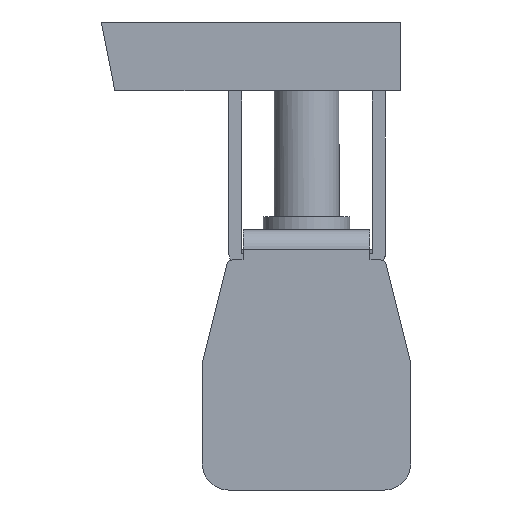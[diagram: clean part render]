
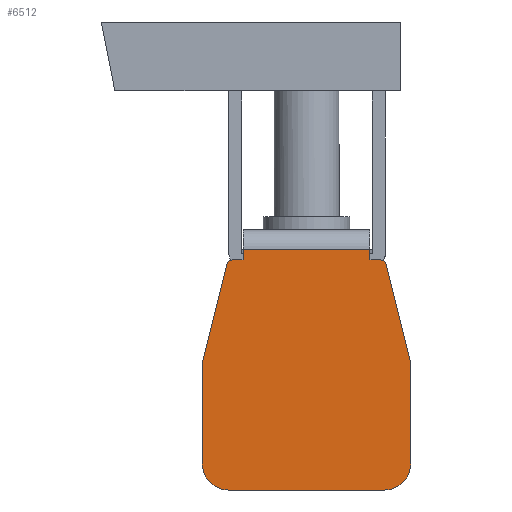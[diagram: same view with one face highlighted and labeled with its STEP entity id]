
A CAD part, front view. The second image highlights one B-rep face of the part: STEP entity #6512.
In plain terms, the highlighted planar face has unit normal (0, -1, 0).
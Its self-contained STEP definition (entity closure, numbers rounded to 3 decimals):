
#45=CIRCLE('',#6777,2.);
#47=CIRCLE('',#6782,0.5);
#50=CIRCLE('',#6786,0.5);
#51=CIRCLE('',#6790,2.);
#280=ORIENTED_EDGE('',*,*,#1573,.F.);
#281=ORIENTED_EDGE('',*,*,#1569,.T.);
#282=ORIENTED_EDGE('',*,*,#1566,.T.);
#283=ORIENTED_EDGE('',*,*,#1564,.T.);
#284=ORIENTED_EDGE('',*,*,#1561,.T.);
#285=ORIENTED_EDGE('',*,*,#1594,.T.);
#286=ORIENTED_EDGE('',*,*,#1595,.T.);
#287=ORIENTED_EDGE('',*,*,#1596,.T.);
#288=ORIENTED_EDGE('',*,*,#1597,.F.);
#289=ORIENTED_EDGE('',*,*,#1574,.F.);
#290=ORIENTED_EDGE('',*,*,#1556,.F.);
#291=ORIENTED_EDGE('',*,*,#1553,.F.);
#292=ORIENTED_EDGE('',*,*,#1551,.T.);
#293=ORIENTED_EDGE('',*,*,#1546,.T.);
#1546=EDGE_CURVE('',#2222,#2223,#45,.T.);
#1551=EDGE_CURVE('',#2227,#2222,#2658,.T.);
#1553=EDGE_CURVE('',#2227,#2228,#2660,.T.);
#1556=EDGE_CURVE('',#2228,#2230,#47,.T.);
#1561=EDGE_CURVE('',#2235,#2234,#50,.T.);
#1564=EDGE_CURVE('',#2237,#2235,#2667,.T.);
#1566=EDGE_CURVE('',#2238,#2237,#2669,.T.);
#1569=EDGE_CURVE('',#2240,#2238,#51,.T.);
#1573=EDGE_CURVE('',#2240,#2223,#2674,.T.);
#1574=EDGE_CURVE('',#2230,#2242,#2675,.T.);
#1594=EDGE_CURVE('',#2234,#2255,#2695,.T.);
#1595=EDGE_CURVE('',#2255,#2256,#2696,.T.);
#1596=EDGE_CURVE('',#2256,#2257,#2697,.T.);
#1597=EDGE_CURVE('',#2242,#2257,#2698,.T.);
#2222=VERTEX_POINT('',#8458);
#2223=VERTEX_POINT('',#8459);
#2227=VERTEX_POINT('',#8469);
#2228=VERTEX_POINT('',#8473);
#2230=VERTEX_POINT('',#8479);
#2234=VERTEX_POINT('',#8488);
#2235=VERTEX_POINT('',#8490);
#2237=VERTEX_POINT('',#8496);
#2238=VERTEX_POINT('',#8500);
#2240=VERTEX_POINT('',#8506);
#2242=VERTEX_POINT('',#8515);
#2255=VERTEX_POINT('',#8553);
#2256=VERTEX_POINT('',#8557);
#2257=VERTEX_POINT('',#8559);
#2658=LINE('',#8468,#3251);
#2660=LINE('',#8472,#3253);
#2667=LINE('',#8495,#3260);
#2669=LINE('',#8499,#3262);
#2674=LINE('',#8512,#3267);
#2675=LINE('',#8514,#3268);
#2695=LINE('',#8554,#3288);
#2696=LINE('',#8556,#3289);
#2697=LINE('',#8558,#3290);
#2698=LINE('',#8560,#3291);
#3251=VECTOR('',#7174,1000.);
#3253=VECTOR('',#7178,1000.);
#3260=VECTOR('',#7199,1000.);
#3262=VECTOR('',#7203,1000.);
#3267=VECTOR('',#7216,1000.);
#3268=VECTOR('',#7219,1000.);
#3288=VECTOR('',#7251,1000.);
#3289=VECTOR('',#7254,1000.);
#3290=VECTOR('',#7255,1000.);
#3291=VECTOR('',#7256,1000.);
#3846=EDGE_LOOP('',(#280,#281,#282,#283,#284,#285,#286,#287,#288,#289,#290,
#291,#292,#293));
#4137=FACE_BOUND('',#3846,.T.);
#4420=PLANE('',#6800);
#6512=ADVANCED_FACE('',(#4137),#4420,.T.);
#6777=AXIS2_PLACEMENT_3D('',#8457,#7165,#7166);
#6782=AXIS2_PLACEMENT_3D('',#8478,#7183,#7184);
#6786=AXIS2_PLACEMENT_3D('',#8489,#7193,#7194);
#6790=AXIS2_PLACEMENT_3D('',#8505,#7208,#7209);
#6800=AXIS2_PLACEMENT_3D('',#8555,#7252,#7253);
#7165=DIRECTION('',(0.,-1.,0.));
#7166=DIRECTION('',(0.,0.,1.));
#7174=DIRECTION('',(0.,0.,-1.));
#7178=DIRECTION('',(0.242,0.,0.97));
#7183=DIRECTION('',(0.,1.,0.));
#7184=DIRECTION('',(-1.,0.,0.));
#7193=DIRECTION('',(0.,-1.,0.));
#7194=DIRECTION('',(-1.,0.,0.));
#7199=DIRECTION('',(-0.242,0.,0.97));
#7203=DIRECTION('',(0.,0.,1.));
#7208=DIRECTION('',(0.,-1.,0.));
#7209=DIRECTION('',(0.,0.,1.));
#7216=DIRECTION('',(-1.,0.,0.));
#7219=DIRECTION('',(1.,0.,0.));
#7251=DIRECTION('',(-1.,0.,0.));
#7252=DIRECTION('',(0.,-1.,0.));
#7253=DIRECTION('',(0.,0.,1.));
#7254=DIRECTION('',(0.,0.,1.));
#7255=DIRECTION('',(-1.,0.,0.));
#7256=DIRECTION('',(0.,0.,1.));
#8457=CARTESIAN_POINT('',(-13.235,-4.88,-28.665));
#8458=CARTESIAN_POINT('',(-15.235,-4.88,-28.665));
#8459=CARTESIAN_POINT('',(-13.235,-4.88,-30.665));
#8468=CARTESIAN_POINT('',(-15.235,-4.88,16.985));
#8469=CARTESIAN_POINT('',(-15.235,-4.88,-20.879));
#8472=CARTESIAN_POINT('',(-15.235,-4.88,-20.879));
#8473=CARTESIAN_POINT('',(-13.349,-4.88,-13.311));
#8478=CARTESIAN_POINT('',(-12.875,-4.88,-13.469));
#8479=CARTESIAN_POINT('',(-12.875,-4.88,-12.969));
#8488=CARTESIAN_POINT('',(-1.595,-4.88,-12.969));
#8489=CARTESIAN_POINT('',(-1.595,-4.88,-13.469));
#8490=CARTESIAN_POINT('',(-1.121,-4.88,-13.311));
#8495=CARTESIAN_POINT('',(0.765,-4.88,-20.879));
#8496=CARTESIAN_POINT('',(0.765,-4.88,-20.879));
#8499=CARTESIAN_POINT('',(0.765,-4.88,16.985));
#8500=CARTESIAN_POINT('',(0.765,-4.88,-28.665));
#8505=CARTESIAN_POINT('',(-1.235,-4.88,-28.665));
#8506=CARTESIAN_POINT('',(-1.235,-4.88,-30.665));
#8512=CARTESIAN_POINT('',(-15.235,-4.88,-30.665));
#8514=CARTESIAN_POINT('',(-12.875,-4.88,-12.969));
#8515=CARTESIAN_POINT('',(-12.11,-4.88,-12.969));
#8553=CARTESIAN_POINT('',(-2.36,-4.88,-12.969));
#8554=CARTESIAN_POINT('',(-1.595,-4.88,-12.969));
#8555=CARTESIAN_POINT('',(-15.235,-4.88,16.985));
#8556=CARTESIAN_POINT('',(-2.36,-4.88,-10.669));
#8557=CARTESIAN_POINT('',(-2.36,-4.88,-12.171));
#8558=CARTESIAN_POINT('',(46.765,-4.879,-12.171));
#8559=CARTESIAN_POINT('',(-12.11,-4.88,-12.171));
#8560=CARTESIAN_POINT('',(-12.11,-4.88,-10.669));
